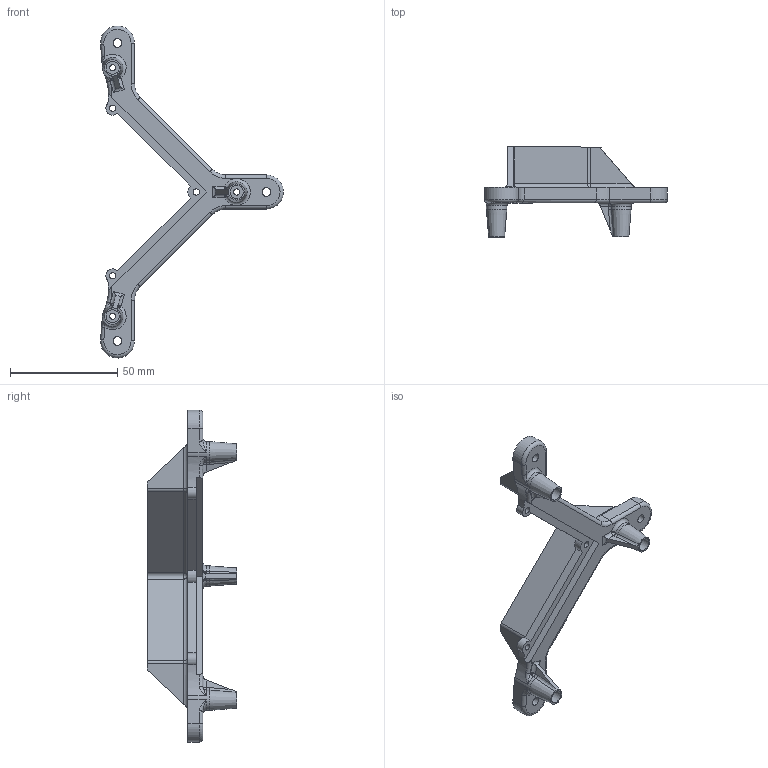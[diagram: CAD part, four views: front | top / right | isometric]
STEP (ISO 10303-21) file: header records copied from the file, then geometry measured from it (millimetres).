
FILE_DESCRIPTION(/* description */ (''),/* implementation_level */ '2;1');
FILE_NAME(/* name */ 'BOTTOM SCREEN SUPPORT 2SCREEN.stp',/* time_stamp */ '2023-09-22T11:42:42-04:00',/* author */ ('jagers'),/* organization */ (''),/* preprocessor_version */ 'ST-DEVELOPER v19.2',/* originating_system */ 'Autodesk Inventor 2023',/* authorisation */ '');
FILE_SCHEMA (('AUTOMOTIVE_DESIGN { 1 0 10303 214 3 1 1 }'));
Length unit declared in the file: inch
Products named in the file (1): BOTTOM SCREEN SUPPORT 2SCREEN
Bounding box: 85.34 x 41.91 x 154.85 mm (x, y, z)
Volume: 29621.9 mm3; surface area: 17133.2 mm2
Topology: 1 solids, 1 shells, 195 faces, 501 edges, 301 vertices
Faces by surface type: cylinder 80, plane 55, bspline 26, torus 17, cone 12, sphere 5
Full cylindrical faces by diameter (mm): 2.845 x3, 2.946 x3, 4.064 x3, 6.096 x3
Entity records: 7003 total; most frequent: CARTESIAN_POINT 2337, ORIENTED_EDGE 978, DIRECTION 955, EDGE_CURVE 489, AXIS2_PLACEMENT_3D 374, VERTEX_POINT 301, EDGE_LOOP 218, LINE 207
